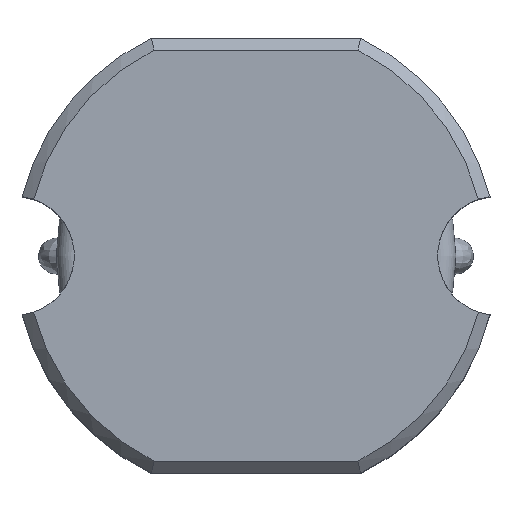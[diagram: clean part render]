
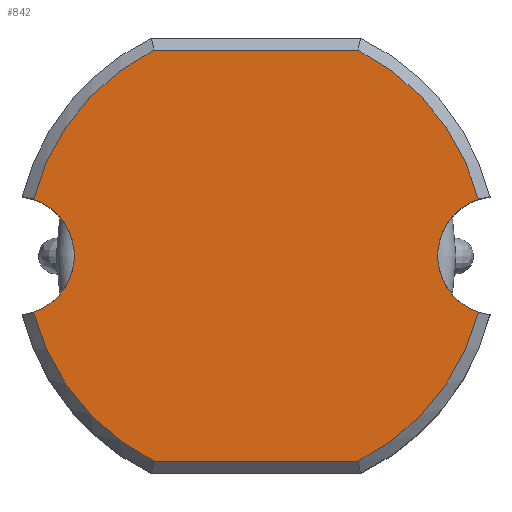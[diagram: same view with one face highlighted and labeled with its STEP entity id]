
A CAD part, top view. The second image highlights one B-rep face of the part: STEP entity #842.
In plain terms, the highlighted planar face has unit normal (0, 0, 1).
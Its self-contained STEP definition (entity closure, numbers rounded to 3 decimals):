
#87=CIRCLE('',#922,3.85);
#88=CIRCLE('',#925,3.85);
#91=CIRCLE('',#929,1.);
#95=CIRCLE('',#937,3.85);
#96=CIRCLE('',#940,3.85);
#98=CIRCLE('',#943,1.);
#181=FACE_OUTER_BOUND('',#238,.T.);
#238=EDGE_LOOP('',(#733,#734,#735,#736,#737,#738,#739,#740));
#292=LINE('',#1401,#342);
#301=LINE('',#1469,#351);
#342=VECTOR('',#1127,3.418);
#351=VECTOR('',#1166,3.418);
#398=VERTEX_POINT('',#1386);
#399=VERTEX_POINT('',#1393);
#400=VERTEX_POINT('',#1400);
#402=VERTEX_POINT('',#1409);
#407=VERTEX_POINT('',#1427);
#413=VERTEX_POINT('',#1452);
#414=VERTEX_POINT('',#1459);
#416=VERTEX_POINT('',#1468);
#491=EDGE_CURVE('',#398,#399,#87,.T.);
#493=EDGE_CURVE('',#399,#400,#292,.T.);
#496=EDGE_CURVE('',#400,#402,#88,.T.);
#503=EDGE_CURVE('',#407,#398,#91,.T.);
#512=EDGE_CURVE('',#413,#414,#95,.T.);
#515=EDGE_CURVE('',#414,#416,#301,.T.);
#517=EDGE_CURVE('',#416,#407,#96,.T.);
#519=EDGE_CURVE('',#402,#413,#98,.T.);
#733=ORIENTED_EDGE('',*,*,#491,.F.);
#734=ORIENTED_EDGE('',*,*,#503,.F.);
#735=ORIENTED_EDGE('',*,*,#517,.F.);
#736=ORIENTED_EDGE('',*,*,#515,.F.);
#737=ORIENTED_EDGE('',*,*,#512,.F.);
#738=ORIENTED_EDGE('',*,*,#519,.F.);
#739=ORIENTED_EDGE('',*,*,#496,.F.);
#740=ORIENTED_EDGE('',*,*,#493,.F.);
#796=PLANE('',#951);
#842=ADVANCED_FACE('',(#181),#796,.T.);
#922=AXIS2_PLACEMENT_3D('',#1394,#1123,#1124);
#925=AXIS2_PLACEMENT_3D('',#1410,#1131,#1132);
#929=AXIS2_PLACEMENT_3D('',#1435,#1141,#1142);
#937=AXIS2_PLACEMENT_3D('',#1460,#1161,#1162);
#940=AXIS2_PLACEMENT_3D('',#1475,#1169,#1170);
#943=AXIS2_PLACEMENT_3D('',#1478,#1175,#1176);
#951=AXIS2_PLACEMENT_3D('',#1493,#1195,#1196);
#1123=DIRECTION('center_axis',(0.,0.,-1.));
#1124=DIRECTION('ref_axis',(0.97,-0.245,0.));
#1127=DIRECTION('',(-1.,0.,0.));
#1131=DIRECTION('center_axis',(0.,0.,-1.));
#1132=DIRECTION('ref_axis',(-0.433,-0.901,0.));
#1141=DIRECTION('center_axis',(0.,0.,1.));
#1142=DIRECTION('ref_axis',(-0.123,0.992,0.));
#1161=DIRECTION('center_axis',(0.,0.,-1.));
#1162=DIRECTION('ref_axis',(-0.97,0.245,0.));
#1166=DIRECTION('',(1.,0.,0.));
#1169=DIRECTION('center_axis',(0.,0.,-1.));
#1170=DIRECTION('ref_axis',(0.433,0.901,0.));
#1175=DIRECTION('center_axis',(0.,0.,1.));
#1176=DIRECTION('ref_axis',(0.123,-0.992,0.));
#1195=DIRECTION('center_axis',(0.,0.,1.));
#1196=DIRECTION('ref_axis',(1.,0.,0.));
#1386=CARTESIAN_POINT('',(3.731,-0.948,5.5));
#1393=CARTESIAN_POINT('',(1.709,-3.45,5.5));
#1394=CARTESIAN_POINT('Origin',(0.,0.,
5.5));
#1400=CARTESIAN_POINT('',(-1.709,-3.45,5.5));
#1401=CARTESIAN_POINT('',(0.877,-3.45,5.5));
#1409=CARTESIAN_POINT('',(-3.731,-0.948,5.5));
#1410=CARTESIAN_POINT('Origin',(0.,0.,
5.5));
#1427=CARTESIAN_POINT('',(3.731,0.948,5.5));
#1435=CARTESIAN_POINT('Origin',(4.05,0.,5.5));
#1452=CARTESIAN_POINT('',(-3.731,0.948,5.5));
#1459=CARTESIAN_POINT('',(-1.709,3.45,5.5));
#1460=CARTESIAN_POINT('Origin',(0.,0.,5.5));
#1468=CARTESIAN_POINT('',(1.709,3.45,5.5));
#1469=CARTESIAN_POINT('',(-0.877,3.45,5.5));
#1475=CARTESIAN_POINT('Origin',(0.,0.,
5.5));
#1478=CARTESIAN_POINT('Origin',(-4.05,0.,5.5));
#1493=CARTESIAN_POINT('Origin',(0.,0.,
5.5));
